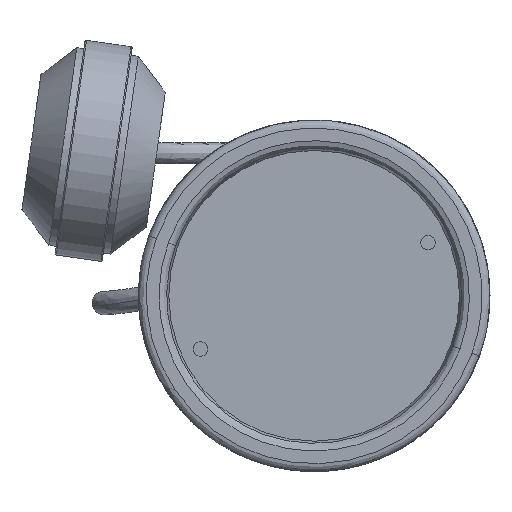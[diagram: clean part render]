
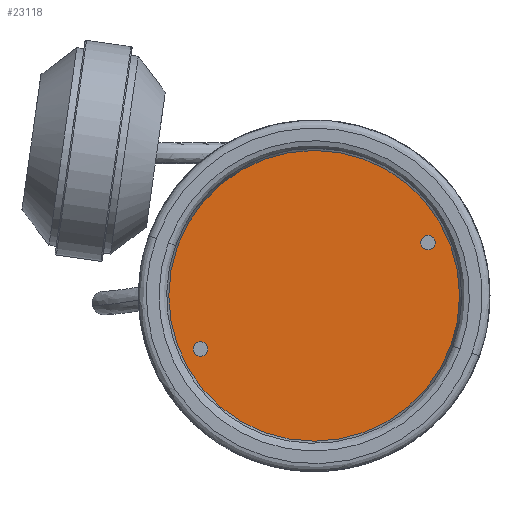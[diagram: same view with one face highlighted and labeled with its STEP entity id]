
A CAD part, front view. The second image highlights one B-rep face of the part: STEP entity #23118.
In plain terms, the highlighted planar face has unit normal (0, -1, 0).
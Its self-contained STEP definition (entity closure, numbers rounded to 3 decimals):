
#3764 = VERTEX_POINT ( 'NONE', #17035 ) ;
#3888 = DIRECTION ( 'NONE',  ( 0., -1., 0. ) ) ;
#4118 = DIRECTION ( 'NONE',  ( 0., 0., 1. ) ) ;
#6254 = VERTEX_POINT ( 'NONE', #43504 ) ;
#6597 = DIRECTION ( 'NONE',  ( 0., -1., 0. ) ) ;
#6964 = CARTESIAN_POINT ( 'NONE',  ( 0., 5.2, 0. ) ) ;
#8553 = CARTESIAN_POINT ( 'NONE',  ( -36.338, 5.2, -33.588 ) ) ;
#9296 = ORIENTED_EDGE ( 'NONE', *, *, #39291, .F. ) ;
#10202 = CARTESIAN_POINT ( 'NONE',  ( 36.338, 5.2, 33.588 ) ) ;
#10834 = VERTEX_POINT ( 'NONE', #8553 ) ;
#12679 = DIRECTION ( 'NONE',  ( 1., 0., 0. ) ) ;
#12848 = AXIS2_PLACEMENT_3D ( 'NONE', #40157, #23571, #12679 ) ;
#13095 = DIRECTION ( 'NONE',  ( 0., 0., -1. ) ) ;
#13486 = AXIS2_PLACEMENT_3D ( 'NONE', #18712, #60701, #13095 ) ;
#15141 = ORIENTED_EDGE ( 'NONE', *, *, #46534, .F. ) ;
#16035 = DIRECTION ( 'NONE',  ( 1., 0., 0. ) ) ;
#16639 = AXIS2_PLACEMENT_3D ( 'NONE', #18892, #67912, #4118 ) ;
#16911 = VERTEX_POINT ( 'NONE', #43869 ) ;
#17035 = CARTESIAN_POINT ( 'NONE',  ( -30.838, 5.2, -33.588 ) ) ;
#17508 = DIRECTION ( 'NONE',  ( 0., 0., -1. ) ) ;
#18712 = CARTESIAN_POINT ( 'NONE',  ( 0., 5.2, 0. ) ) ;
#18892 = CARTESIAN_POINT ( 'NONE',  ( -110., 5.2, -110. ) ) ;
#19253 = FACE_OUTER_BOUND ( 'NONE', #63655, .T. ) ;
#19502 = ORIENTED_EDGE ( 'NONE', *, *, #23259, .F. ) ;
#19610 = CIRCLE ( 'NONE', #37642, 2.75 ) ;
#21373 = EDGE_CURVE ( 'NONE', #3764, #10834, #59022, .T. ) ;
#22010 = DIRECTION ( 'NONE',  ( 0., -1., 0. ) ) ;
#22296 = AXIS2_PLACEMENT_3D ( 'NONE', #6964, #44687, #17508 ) ;
#23118 = ADVANCED_FACE ( 'NONE', ( #46069, #67555, #19253 ), #35135, .F. ) ;
#23259 = EDGE_CURVE ( 'NONE', #48751, #6254, #58290, .T. ) ;
#23571 = DIRECTION ( 'NONE',  ( 0., -1., 0. ) ) ;
#26081 = EDGE_CURVE ( 'NONE', #16911, #35322, #64102, .T. ) ;
#28929 = ORIENTED_EDGE ( 'NONE', *, *, #54722, .T. ) ;
#29608 = DIRECTION ( 'NONE',  ( 1., 0., 0. ) ) ;
#30800 = ORIENTED_EDGE ( 'NONE', *, *, #21373, .F. ) ;
#34870 = CIRCLE ( 'NONE', #48419, 2.75 ) ;
#35135 = PLANE ( 'NONE',  #16639 ) ;
#35322 = VERTEX_POINT ( 'NONE', #50722 ) ;
#36183 = ORIENTED_EDGE ( 'NONE', *, *, #26081, .T. ) ;
#37642 = AXIS2_PLACEMENT_3D ( 'NONE', #54890, #6597, #39351 ) ;
#39291 = EDGE_CURVE ( 'NONE', #6254, #48751, #34870, .T. ) ;
#39351 = DIRECTION ( 'NONE',  ( 1., 0., 0. ) ) ;
#40157 = CARTESIAN_POINT ( 'NONE',  ( -33.588, 5.2, -33.588 ) ) ;
#42485 = EDGE_LOOP ( 'NONE', ( #30800, #15141 ) ) ;
#43504 = CARTESIAN_POINT ( 'NONE',  ( 30.838, 5.2, 33.588 ) ) ;
#43869 = CARTESIAN_POINT ( 'NONE',  ( 0., 5.2, 55. ) ) ;
#44687 = DIRECTION ( 'NONE',  ( 0., -1., 0. ) ) ;
#45916 = AXIS2_PLACEMENT_3D ( 'NONE', #53787, #22010, #16035 ) ;
#46069 = FACE_BOUND ( 'NONE', #68576, .T. ) ;
#46534 = EDGE_CURVE ( 'NONE', #10834, #3764, #19610, .T. ) ;
#48419 = AXIS2_PLACEMENT_3D ( 'NONE', #57106, #3888, #29608 ) ;
#48751 = VERTEX_POINT ( 'NONE', #10202 ) ;
#50722 = CARTESIAN_POINT ( 'NONE',  ( 0., 5.2, -55. ) ) ;
#53787 = CARTESIAN_POINT ( 'NONE',  ( 33.588, 5.2, 33.588 ) ) ;
#54722 = EDGE_CURVE ( 'NONE', #35322, #16911, #61776, .T. ) ;
#54890 = CARTESIAN_POINT ( 'NONE',  ( -33.588, 5.2, -33.588 ) ) ;
#57106 = CARTESIAN_POINT ( 'NONE',  ( 33.588, 5.2, 33.588 ) ) ;
#58290 = CIRCLE ( 'NONE', #45916, 2.75 ) ;
#59022 = CIRCLE ( 'NONE', #12848, 2.75 ) ;
#60701 = DIRECTION ( 'NONE',  ( 0., -1., 0. ) ) ;
#61776 = CIRCLE ( 'NONE', #22296, 55. ) ;
#63655 = EDGE_LOOP ( 'NONE', ( #28929, #36183 ) ) ;
#64102 = CIRCLE ( 'NONE', #13486, 55. ) ;
#67555 = FACE_BOUND ( 'NONE', #42485, .T. ) ;
#67912 = DIRECTION ( 'NONE',  ( 0., 1., 0. ) ) ;
#68576 = EDGE_LOOP ( 'NONE', ( #19502, #9296 ) ) ;
